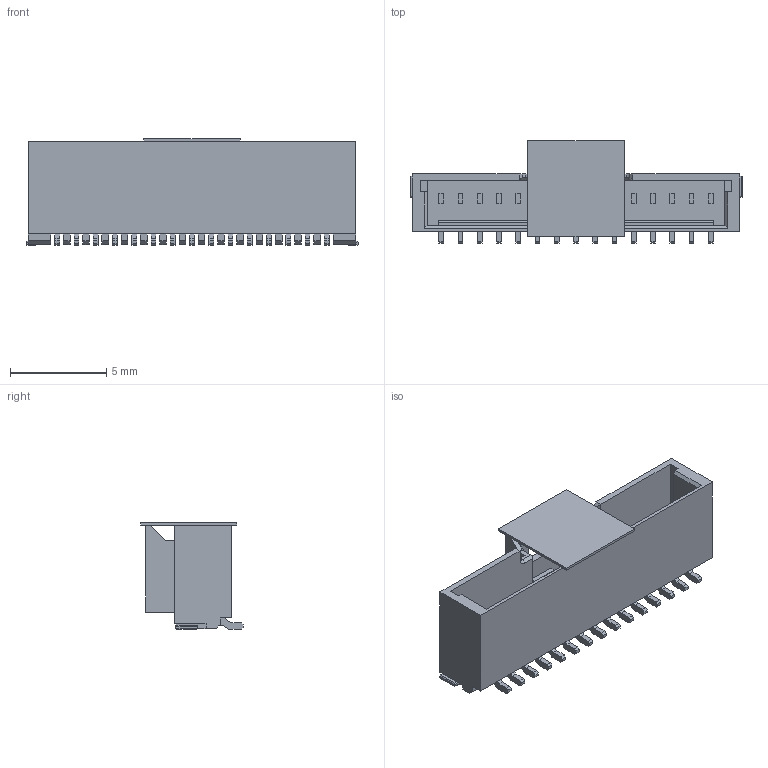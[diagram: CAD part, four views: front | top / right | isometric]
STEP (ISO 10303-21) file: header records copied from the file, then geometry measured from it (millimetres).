
FILE_DESCRIPTION((''),'2;1');
FILE_NAME('5044491507','2018-02-20T',('ksrinivasara'),(''),'PRO/ENGINEER BY PARAMETRIC TECHNOLOGY CORPORATION, 2012310','PRO/ENGINEER BY PARAMETRIC TECHNOLOGY CORPORATION, 2012310','');
FILE_SCHEMA(('CONFIG_CONTROL_DESIGN'));
Length unit declared in the file: millimetre
Products named in the file (1): 5044491507
Bounding box: 17.24 x 5.33 x 5.55 mm (x, y, z)
Volume: 132.6 mm3; surface area: 665.1 mm2
Topology: 2 solids, 2 shells, 475 faces, 1315 edges, 888 vertices
Faces by surface type: plane 460, cone 10, cylinder 5
Entity records: 14753 total; most frequent: CARTESIAN_POINT 2613, ORIENTED_EDGE 2490, DIRECTION 2283, VECTOR 1291, LINE 1291, EDGE_CURVE 1245, VERTEX_POINT 820, EDGE_LOOP 523
